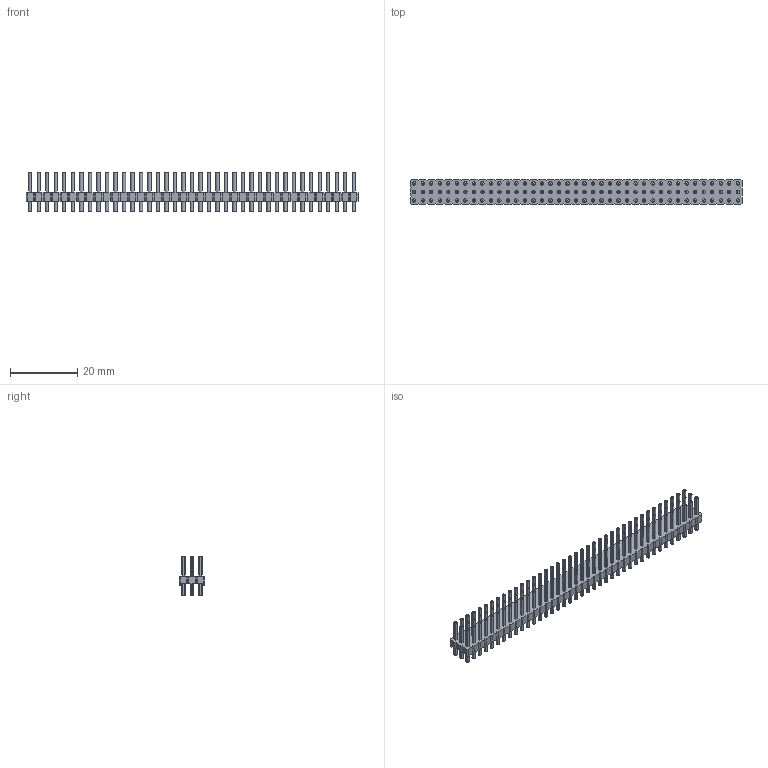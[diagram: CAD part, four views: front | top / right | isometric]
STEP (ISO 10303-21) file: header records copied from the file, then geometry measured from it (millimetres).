
FILE_DESCRIPTION(/* description */ ('-'),/* implementation_level */ '2;1');
FILE_NAME(/* name */ 'Stiftleiste, RM 2,54 mm - 6-3 mm, gerade - 3 x 39 - schwarz',/* time_stamp */ '2022-04-18T18:05:18+02:00',/* author */ ('c.wilms'),/* organization */ ('-'),/* preprocessor_version */ 'ST-DEVELOPER v16.7',/* originating_system */ 'Solid Edge',/* authorisation */ 'Unknown');
FILE_SCHEMA (('AUTOMOTIVE_DESIGN {1 0 10303 214 3 1 1}'));
Length unit declared in the file: millimetre
Products named in the file (3): Stiftleiste, RM 2,54 mm - 6-3 mm, gerade - 3 x 39 - schwarz; Stiftleiste, RM 2,54 mm - Stift -  6-3 mm, gerade; Stiftleiste, RM 2,54 mm - Träger - 3 x 39 - schwarz
Assembly tree (118 placements, depth 2):
  Stiftleiste, RM 2,54 mm - 6-3 mm, gerade - 3 x 39 - schwarz
    Stiftleiste, RM 2,54 mm - Stift -  6-3 mm, gerade  x117
    Stiftleiste, RM 2,54 mm - Träger - 3 x 39 - schwarz
Bounding box: 99.06 x 7.62 x 11.54 mm (x, y, z)
Volume: 2021.3 mm3; surface area: 10245.2 mm2
Topology: 118 solids, 235 shells, 3413 faces, 9531 edges, 6354 vertices
Faces by surface type: plane 2360, cylinder 1053
Full cylindrical faces by diameter (mm): 1 x117
Entity records: 42240 total; most frequent: CARTESIAN_POINT 7352, ORIENTED_EDGE 7226, DIRECTION 7224, EDGE_CURVE 3614, LINE 2660, VECTOR 2660, VERTEX_POINT 2410, AXIS2_PLACEMENT_3D 2282
